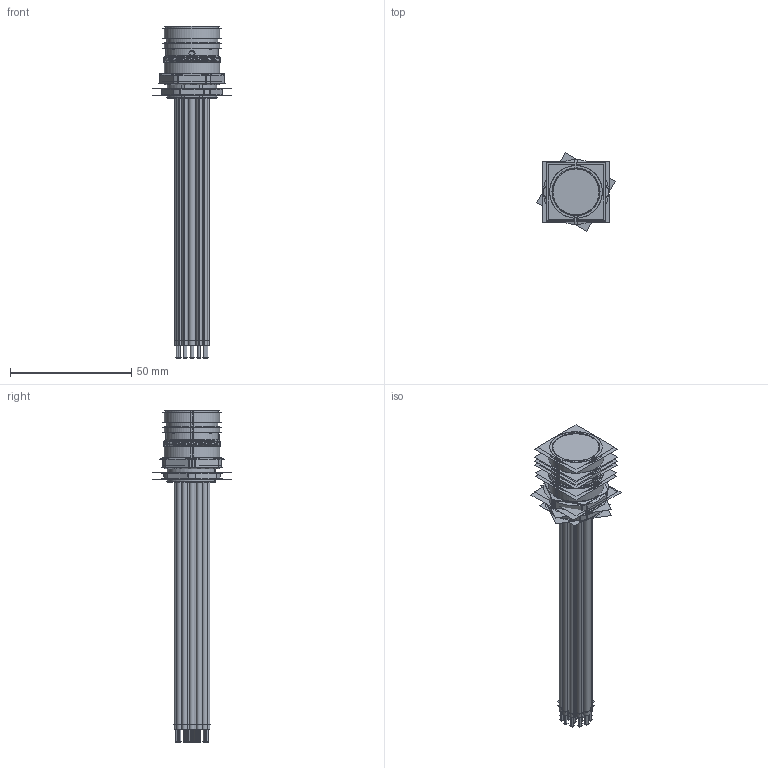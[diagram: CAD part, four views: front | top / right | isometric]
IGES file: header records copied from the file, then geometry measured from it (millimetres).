
Start section:  PTC IGES file: 242159_sm01.igs
Global section: file name: 242159_sm01.igs; native system: Creo Parametric by PTC Inc.; preprocessor: 2022414; author: banengservice; organization: Unknown; date: 20240829.134215; units: millimetre
Bounding box: 32.38 x 32.36 x 136.84 mm (x, y, z)
Volume: 36998.2 mm3; surface area: 210387.4 mm2
Topology: 4 solids, 5 shells, 1844 faces, 12765 edges, 18452 vertices
Faces by surface type: revolution 1102, bspline 742
